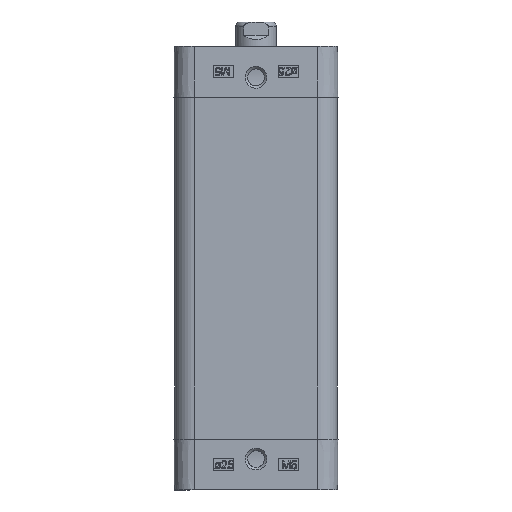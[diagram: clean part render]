
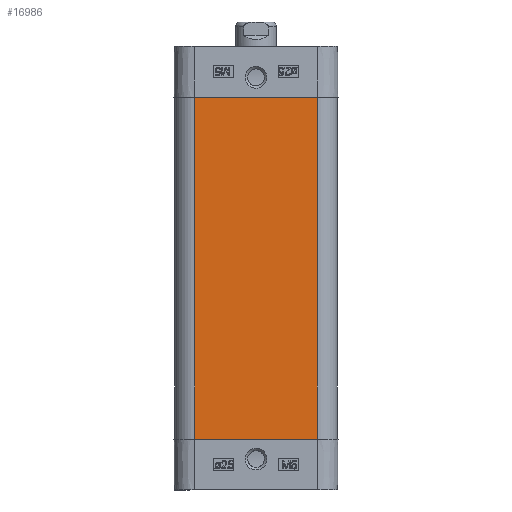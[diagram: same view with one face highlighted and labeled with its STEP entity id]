
A CAD part, left-side view. The second image highlights one B-rep face of the part: STEP entity #16986.
In plain terms, the highlighted planar face has unit normal (-1, 0, 0).
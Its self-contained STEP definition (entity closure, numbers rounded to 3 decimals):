
#16484=CARTESIAN_POINT('',(-20.,-42.0,15.0));
#16485=VERTEX_POINT('',#16484);
#16493=CARTESIAN_POINT('',(-20.,-42.0,-15.0));
#16494=VERTEX_POINT('',#16493);
#16495=CARTESIAN_POINT('',(-20.,-42.0,-15.0));
#16496=DIRECTION('',(0.0,0.0,1.0));
#16497=VECTOR('',#16496,30.0);
#16498=LINE('',#16495,#16497);
#16499=EDGE_CURVE('',#16494,#16485,#16498,.T.);
#16956=CARTESIAN_POINT('',(-20.,0.0,15.0));
#16957=DIRECTION('',(-1.0,0.0,0.0));
#16958=DIRECTION('',(0.0,0.0,1.0));
#16959=AXIS2_PLACEMENT_3D('',#16956,#16957,#16958);
#16960=PLANE('',#16959);
#16961=CARTESIAN_POINT('',(-20.,42.0,15.0));
#16962=VERTEX_POINT('',#16961);
#16963=CARTESIAN_POINT('',(-20.,42.0,-15.0));
#16964=VERTEX_POINT('',#16963);
#16965=CARTESIAN_POINT('',(-20.,42.0,15.0));
#16966=DIRECTION('',(0.0,0.0,-1.0));
#16967=VECTOR('',#16966,30.0);
#16968=LINE('',#16965,#16967);
#16969=EDGE_CURVE('',#16962,#16964,#16968,.T.);
#16970=ORIENTED_EDGE('',*,*,#16969,.T.);
#16971=CARTESIAN_POINT('',(-20.,42.0,-15.0));
#16972=DIRECTION('',(0.0,-1.0,0.0));
#16973=VECTOR('',#16972,84.0);
#16974=LINE('',#16971,#16973);
#16975=EDGE_CURVE('',#16964,#16494,#16974,.T.);
#16976=ORIENTED_EDGE('',*,*,#16975,.T.);
#16977=ORIENTED_EDGE('',*,*,#16499,.T.);
#16978=CARTESIAN_POINT('',(-20.,42.0,15.0));
#16979=DIRECTION('',(0.0,-1.0,0.0));
#16980=VECTOR('',#16979,84.0);
#16981=LINE('',#16978,#16980);
#16982=EDGE_CURVE('',#16962,#16485,#16981,.T.);
#16983=ORIENTED_EDGE('',*,*,#16982,.F.);
#16984=EDGE_LOOP('',(#16970,#16976,#16977,#16983));
#16985=FACE_OUTER_BOUND('',#16984,.T.);
#16986=ADVANCED_FACE('',(#16985),#16960,.T.);
